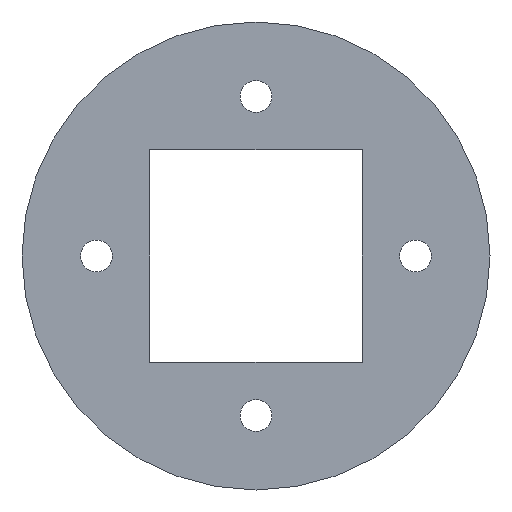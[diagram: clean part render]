
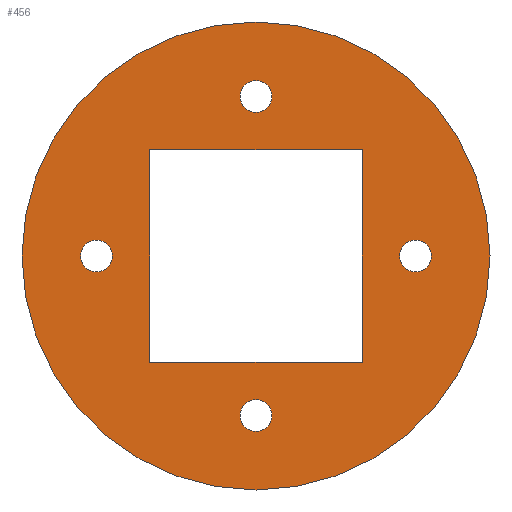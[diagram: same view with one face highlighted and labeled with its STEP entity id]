
A CAD part, front view. The second image highlights one B-rep face of the part: STEP entity #456.
In plain terms, the highlighted planar face has unit normal (0, -1, 0).
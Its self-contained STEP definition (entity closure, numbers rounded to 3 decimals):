
#17 = EDGE_LOOP ( 'NONE', ( #476, #28, #356, #230 ) ) ;
#26 = CARTESIAN_POINT ( 'NONE',  ( 0., 0., -16.5 ) ) ;
#27 = DIRECTION ( 'NONE',  ( 0., 0., 1. ) ) ;
#28 = ORIENTED_EDGE ( 'NONE', *, *, #96, .T. ) ;
#38 = DIRECTION ( 'NONE',  ( 0., 0., 1. ) ) ;
#53 = CARTESIAN_POINT ( 'NONE',  ( 15., 0., 1.5 ) ) ;
#54 = EDGE_CURVE ( 'NONE', #526, #414, #71, .T. ) ;
#61 = VERTEX_POINT ( 'NONE', #546 ) ;
#71 = LINE ( 'NONE', #246, #450 ) ;
#72 = DIRECTION ( 'NONE',  ( 0., 0., 1. ) ) ;
#75 = EDGE_CURVE ( 'NONE', #405, #502, #496, .T. ) ;
#81 = AXIS2_PLACEMENT_3D ( 'NONE', #256, #434, #38 ) ;
#86 = VERTEX_POINT ( 'NONE', #513 ) ;
#91 = VECTOR ( 'NONE', #488, 1000. ) ;
#96 = EDGE_CURVE ( 'NONE', #222, #61, #541, .T. ) ;
#97 = EDGE_CURVE ( 'NONE', #267, #86, #162, .T. ) ;
#100 = DIRECTION ( 'NONE',  ( 0., 0., 1. ) ) ;
#101 = DIRECTION ( 'NONE',  ( 0., 1., 0. ) ) ;
#102 = AXIS2_PLACEMENT_3D ( 'NONE', #234, #101, #231 ) ;
#106 = CIRCLE ( 'NONE', #394, 1.5 ) ;
#108 = DIRECTION ( 'NONE',  ( 0., 1., 0. ) ) ;
#110 = VERTEX_POINT ( 'NONE', #379 ) ;
#117 = CARTESIAN_POINT ( 'NONE',  ( -10., 0., -10. ) ) ;
#119 = DIRECTION ( 'NONE',  ( 0., 0., 1. ) ) ;
#127 = CARTESIAN_POINT ( 'NONE',  ( 10., 0., 10. ) ) ;
#129 = EDGE_LOOP ( 'NONE', ( #216, #417 ) ) ;
#134 = ORIENTED_EDGE ( 'NONE', *, *, #235, .T. ) ;
#143 = VERTEX_POINT ( 'NONE', #26 ) ;
#146 = CARTESIAN_POINT ( 'NONE',  ( 15., 0., -1.5 ) ) ;
#151 = ORIENTED_EDGE ( 'NONE', *, *, #430, .T. ) ;
#153 = CARTESIAN_POINT ( 'NONE',  ( 0., 0., 0. ) ) ;
#154 = CARTESIAN_POINT ( 'NONE',  ( 0., 0., 15. ) ) ;
#160 = EDGE_LOOP ( 'NONE', ( #392, #530 ) ) ;
#162 = CIRCLE ( 'NONE', #228, 22. ) ;
#175 = DIRECTION ( 'NONE',  ( 0., 0., 1. ) ) ;
#182 = CARTESIAN_POINT ( 'NONE',  ( -15., 0., 1.5 ) ) ;
#197 = CARTESIAN_POINT ( 'NONE',  ( 0., 0., -22. ) ) ;
#202 = DIRECTION ( 'NONE',  ( 0., 0., 1. ) ) ;
#204 = DIRECTION ( 'NONE',  ( 0., 1., 0. ) ) ;
#215 = CARTESIAN_POINT ( 'NONE',  ( -15., 0., 0. ) ) ;
#216 = ORIENTED_EDGE ( 'NONE', *, *, #264, .T. ) ;
#222 = VERTEX_POINT ( 'NONE', #229 ) ;
#223 = DIRECTION ( 'NONE',  ( 0., 0., 1. ) ) ;
#228 = AXIS2_PLACEMENT_3D ( 'NONE', #153, #204, #72 ) ;
#229 = CARTESIAN_POINT ( 'NONE',  ( 10., 0., -10. ) ) ;
#230 = ORIENTED_EDGE ( 'NONE', *, *, #54, .T. ) ;
#231 = DIRECTION ( 'NONE',  ( 0., 0., 1. ) ) ;
#232 = DIRECTION ( 'NONE',  ( 0., 1., 0. ) ) ;
#234 = CARTESIAN_POINT ( 'NONE',  ( 0., 0., 0. ) ) ;
#235 = EDGE_CURVE ( 'NONE', #143, #321, #346, .T. ) ;
#239 = CIRCLE ( 'NONE', #556, 1.5 ) ;
#245 = DIRECTION ( 'NONE',  ( 0., 1., 0. ) ) ;
#246 = CARTESIAN_POINT ( 'NONE',  ( -10., 0., 10. ) ) ;
#255 = VECTOR ( 'NONE', #292, 1000. ) ;
#256 = CARTESIAN_POINT ( 'NONE',  ( 0., 0., 0. ) ) ;
#258 = EDGE_CURVE ( 'NONE', #269, #477, #484, .T. ) ;
#261 = EDGE_LOOP ( 'NONE', ( #134, #151 ) ) ;
#264 = EDGE_CURVE ( 'NONE', #110, #354, #239, .T. ) ;
#267 = VERTEX_POINT ( 'NONE', #197 ) ;
#268 = EDGE_CURVE ( 'NONE', #477, #269, #314, .T. ) ;
#269 = VERTEX_POINT ( 'NONE', #146 ) ;
#275 = CARTESIAN_POINT ( 'NONE',  ( -10., 0., 10. ) ) ;
#279 = CARTESIAN_POINT ( 'NONE',  ( 0., 0., -15. ) ) ;
#281 = CIRCLE ( 'NONE', #472, 1.5 ) ;
#285 = CARTESIAN_POINT ( 'NONE',  ( -10., 0., 10. ) ) ;
#292 = DIRECTION ( 'NONE',  ( -1., 0., 0. ) ) ;
#302 = DIRECTION ( 'NONE',  ( 0., 0., 1. ) ) ;
#314 = CIRCLE ( 'NONE', #429, 1.5 ) ;
#318 = EDGE_LOOP ( 'NONE', ( #480, #455 ) ) ;
#321 = VERTEX_POINT ( 'NONE', #532 ) ;
#322 = AXIS2_PLACEMENT_3D ( 'NONE', #279, #108, #175 ) ;
#323 = CARTESIAN_POINT ( 'NONE',  ( 15., 0., 0. ) ) ;
#325 = CARTESIAN_POINT ( 'NONE',  ( 10., 0., 10. ) ) ;
#328 = AXIS2_PLACEMENT_3D ( 'NONE', #339, #508, #119 ) ;
#335 = DIRECTION ( 'NONE',  ( 0., 1., 0. ) ) ;
#339 = CARTESIAN_POINT ( 'NONE',  ( -15., 0., 0. ) ) ;
#344 = DIRECTION ( 'NONE',  ( 0., 0., 1. ) ) ;
#346 = CIRCLE ( 'NONE', #458, 1.5 ) ;
#351 = VECTOR ( 'NONE', #223, 1000. ) ;
#354 = VERTEX_POINT ( 'NONE', #387 ) ;
#356 = ORIENTED_EDGE ( 'NONE', *, *, #462, .T. ) ;
#357 = AXIS2_PLACEMENT_3D ( 'NONE', #419, #232, #202 ) ;
#358 = FACE_BOUND ( 'NONE', #261, .T. ) ;
#365 = ORIENTED_EDGE ( 'NONE', *, *, #75, .T. ) ;
#367 = LINE ( 'NONE', #325, #91 ) ;
#379 = CARTESIAN_POINT ( 'NONE',  ( 0., 0., 13.5 ) ) ;
#380 = EDGE_CURVE ( 'NONE', #502, #405, #281, .T. ) ;
#381 = CARTESIAN_POINT ( 'NONE',  ( 0., 0., 15. ) ) ;
#386 = EDGE_CURVE ( 'NONE', #354, #110, #106, .T. ) ;
#387 = CARTESIAN_POINT ( 'NONE',  ( 0., 0., 16.5 ) ) ;
#391 = ORIENTED_EDGE ( 'NONE', *, *, #380, .T. ) ;
#392 = ORIENTED_EDGE ( 'NONE', *, *, #258, .T. ) ;
#394 = AXIS2_PLACEMENT_3D ( 'NONE', #381, #431, #302 ) ;
#398 = FACE_OUTER_BOUND ( 'NONE', #318, .T. ) ;
#405 = VERTEX_POINT ( 'NONE', #473 ) ;
#407 = EDGE_CURVE ( 'NONE', #86, #267, #495, .T. ) ;
#414 = VERTEX_POINT ( 'NONE', #127 ) ;
#417 = ORIENTED_EDGE ( 'NONE', *, *, #386, .T. ) ;
#419 = CARTESIAN_POINT ( 'NONE',  ( 15., 0., 0. ) ) ;
#423 = DIRECTION ( 'NONE',  ( 1., 0., 0. ) ) ;
#429 = AXIS2_PLACEMENT_3D ( 'NONE', #323, #335, #100 ) ;
#430 = EDGE_CURVE ( 'NONE', #321, #143, #535, .T. ) ;
#431 = DIRECTION ( 'NONE',  ( 0., 1., 0. ) ) ;
#434 = DIRECTION ( 'NONE',  ( 0., 1., 0. ) ) ;
#441 = EDGE_LOOP ( 'NONE', ( #365, #391 ) ) ;
#445 = FACE_BOUND ( 'NONE', #160, .T. ) ;
#448 = FACE_BOUND ( 'NONE', #17, .T. ) ;
#450 = VECTOR ( 'NONE', #423, 1000. ) ;
#451 = DIRECTION ( 'NONE',  ( 0., 0., 1. ) ) ;
#455 = ORIENTED_EDGE ( 'NONE', *, *, #407, .F. ) ;
#456 = ADVANCED_FACE ( 'NONE', ( #524, #398, #448, #358, #445, #534 ), #490, .F. ) ;
#458 = AXIS2_PLACEMENT_3D ( 'NONE', #542, #459, #451 ) ;
#459 = DIRECTION ( 'NONE',  ( 0., 1., 0. ) ) ;
#462 = EDGE_CURVE ( 'NONE', #61, #526, #529, .T. ) ;
#466 = DIRECTION ( 'NONE',  ( 0., 1., 0. ) ) ;
#472 = AXIS2_PLACEMENT_3D ( 'NONE', #215, #466, #344 ) ;
#473 = CARTESIAN_POINT ( 'NONE',  ( -15., 0., -1.5 ) ) ;
#476 = ORIENTED_EDGE ( 'NONE', *, *, #479, .T. ) ;
#477 = VERTEX_POINT ( 'NONE', #53 ) ;
#479 = EDGE_CURVE ( 'NONE', #414, #222, #367, .T. ) ;
#480 = ORIENTED_EDGE ( 'NONE', *, *, #97, .F. ) ;
#484 = CIRCLE ( 'NONE', #357, 1.5 ) ;
#488 = DIRECTION ( 'NONE',  ( 0., 0., -1. ) ) ;
#490 = PLANE ( 'NONE',  #102 ) ;
#495 = CIRCLE ( 'NONE', #81, 22. ) ;
#496 = CIRCLE ( 'NONE', #328, 1.5 ) ;
#502 = VERTEX_POINT ( 'NONE', #182 ) ;
#508 = DIRECTION ( 'NONE',  ( 0., 1., 0. ) ) ;
#513 = CARTESIAN_POINT ( 'NONE',  ( 0., 0., 22. ) ) ;
#524 = FACE_BOUND ( 'NONE', #441, .T. ) ;
#526 = VERTEX_POINT ( 'NONE', #275 ) ;
#529 = LINE ( 'NONE', #285, #351 ) ;
#530 = ORIENTED_EDGE ( 'NONE', *, *, #268, .T. ) ;
#532 = CARTESIAN_POINT ( 'NONE',  ( 0., 0., -13.5 ) ) ;
#534 = FACE_BOUND ( 'NONE', #129, .T. ) ;
#535 = CIRCLE ( 'NONE', #322, 1.5 ) ;
#541 = LINE ( 'NONE', #117, #255 ) ;
#542 = CARTESIAN_POINT ( 'NONE',  ( 0., 0., -15. ) ) ;
#546 = CARTESIAN_POINT ( 'NONE',  ( -10., 0., -10. ) ) ;
#556 = AXIS2_PLACEMENT_3D ( 'NONE', #154, #245, #27 ) ;
